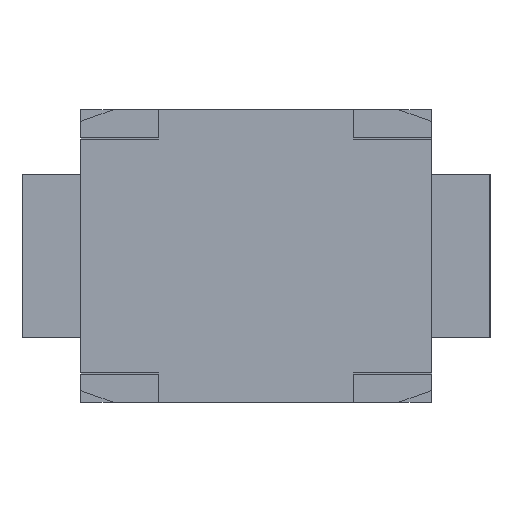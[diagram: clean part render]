
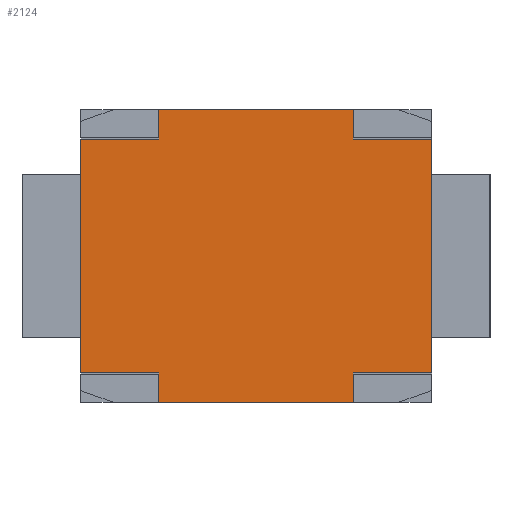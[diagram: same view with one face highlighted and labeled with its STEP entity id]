
A CAD part, front view. The second image highlights one B-rep face of the part: STEP entity #2124.
In plain terms, the highlighted planar face has unit normal (0, -1, 0).
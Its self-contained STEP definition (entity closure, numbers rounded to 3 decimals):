
#13 = LINE ( 'NONE', #711, #3766 ) ;
#39 = ORIENTED_EDGE ( 'NONE', *, *, #1979, .T. ) ;
#93 = LINE ( 'NONE', #3516, #348 ) ;
#100 = EDGE_CURVE ( 'NONE', #2216, #179, #3231, .T. ) ;
#113 = DIRECTION ( 'NONE',  ( 1., 0., 0. ) ) ;
#132 = CARTESIAN_POINT ( 'NONE',  ( 1.5, 0., 1. ) ) ;
#179 = VERTEX_POINT ( 'NONE', #2102 ) ;
#187 = PLANE ( 'NONE',  #2654 ) ;
#348 = VECTOR ( 'NONE', #491, 1000. ) ;
#351 = VECTOR ( 'NONE', #3266, 1000. ) ;
#491 = DIRECTION ( 'NONE',  ( 0., 0., 1. ) ) ;
#512 = CARTESIAN_POINT ( 'NONE',  ( -0.831, 0., 1. ) ) ;
#559 = EDGE_CURVE ( 'NONE', #3470, #1024, #722, .T. ) ;
#581 = LINE ( 'NONE', #1111, #3764 ) ;
#656 = VERTEX_POINT ( 'NONE', #1701 ) ;
#670 = DIRECTION ( 'NONE',  ( 0., 0., 1. ) ) ;
#706 = CARTESIAN_POINT ( 'NONE',  ( 0.831, 0., 1. ) ) ;
#711 = CARTESIAN_POINT ( 'NONE',  ( 1.5, 0., -1.25 ) ) ;
#722 = LINE ( 'NONE', #1912, #987 ) ;
#732 = EDGE_CURVE ( 'NONE', #3807, #3470, #581, .T. ) ;
#777 = DIRECTION ( 'NONE',  ( 0., 0., -1. ) ) ;
#819 = VERTEX_POINT ( 'NONE', #934 ) ;
#924 = DIRECTION ( 'NONE',  ( 0., -1., 0. ) ) ;
#934 = CARTESIAN_POINT ( 'NONE',  ( -1.5, 0., 1. ) ) ;
#987 = VECTOR ( 'NONE', #777, 1000. ) ;
#1005 = CARTESIAN_POINT ( 'NONE',  ( 0.831, 0., -1. ) ) ;
#1007 = CARTESIAN_POINT ( 'NONE',  ( 1.5, 0., -1. ) ) ;
#1024 = VERTEX_POINT ( 'NONE', #512 ) ;
#1084 = LINE ( 'NONE', #2212, #1672 ) ;
#1111 = CARTESIAN_POINT ( 'NONE',  ( 1.5, 0., 1.25 ) ) ;
#1116 = CARTESIAN_POINT ( 'NONE',  ( -0.831, 0., 1.25 ) ) ;
#1149 = EDGE_CURVE ( 'NONE', #1024, #819, #3783, .T. ) ;
#1160 = EDGE_CURVE ( 'NONE', #2805, #2216, #1635, .T. ) ;
#1235 = ORIENTED_EDGE ( 'NONE', *, *, #2539, .T. ) ;
#1341 = DIRECTION ( 'NONE',  ( 0., 0., 1. ) ) ;
#1477 = DIRECTION ( 'NONE',  ( -1., 0., 0. ) ) ;
#1529 = CARTESIAN_POINT ( 'NONE',  ( 1.5, 0., -1. ) ) ;
#1591 = DIRECTION ( 'NONE',  ( -1., 0., 0. ) ) ;
#1635 = LINE ( 'NONE', #1007, #1994 ) ;
#1639 = EDGE_CURVE ( 'NONE', #179, #656, #1084, .T. ) ;
#1672 = VECTOR ( 'NONE', #3742, 1000. ) ;
#1699 = CARTESIAN_POINT ( 'NONE',  ( -1.5, 0., -1.25 ) ) ;
#1701 = CARTESIAN_POINT ( 'NONE',  ( 0.831, 0., -1.25 ) ) ;
#1830 = VERTEX_POINT ( 'NONE', #1005 ) ;
#1849 = EDGE_CURVE ( 'NONE', #2254, #3066, #13, .T. ) ;
#1859 = CARTESIAN_POINT ( 'NONE',  ( 1.5, 0., 1. ) ) ;
#1912 = CARTESIAN_POINT ( 'NONE',  ( -0.831, 0., -1.25 ) ) ;
#1936 = VECTOR ( 'NONE', #3569, 1000. ) ;
#1938 = EDGE_CURVE ( 'NONE', #3378, #3807, #93, .T. ) ;
#1955 = CARTESIAN_POINT ( 'NONE',  ( 0.831, 0., -1.25 ) ) ;
#1979 = EDGE_CURVE ( 'NONE', #3066, #3378, #2896, .T. ) ;
#1982 = CARTESIAN_POINT ( 'NONE',  ( -0.831, 0., -1.25 ) ) ;
#1994 = VECTOR ( 'NONE', #113, 1000. ) ;
#2099 = LINE ( 'NONE', #2404, #351 ) ;
#2102 = CARTESIAN_POINT ( 'NONE',  ( -0.831, 0., -1.25 ) ) ;
#2108 = ORIENTED_EDGE ( 'NONE', *, *, #2110, .T. ) ;
#2110 = EDGE_CURVE ( 'NONE', #1830, #2254, #2099, .T. ) ;
#2124 = ADVANCED_FACE ( 'NONE', ( #2957 ), #187, .T. ) ;
#2194 = VECTOR ( 'NONE', #2616, 1000. ) ;
#2212 = CARTESIAN_POINT ( 'NONE',  ( 1.5, 0., -1.25 ) ) ;
#2216 = VERTEX_POINT ( 'NONE', #3426 ) ;
#2221 = ORIENTED_EDGE ( 'NONE', *, *, #1938, .T. ) ;
#2254 = VERTEX_POINT ( 'NONE', #1529 ) ;
#2330 = VECTOR ( 'NONE', #1341, 1000. ) ;
#2360 = ORIENTED_EDGE ( 'NONE', *, *, #559, .T. ) ;
#2404 = CARTESIAN_POINT ( 'NONE',  ( 1.5, 0., -1. ) ) ;
#2442 = VECTOR ( 'NONE', #3805, 1000. ) ;
#2486 = CARTESIAN_POINT ( 'NONE',  ( 1.5, 0., -1.25 ) ) ;
#2539 = EDGE_CURVE ( 'NONE', #656, #1830, #2548, .T. ) ;
#2548 = LINE ( 'NONE', #1955, #2330 ) ;
#2616 = DIRECTION ( 'NONE',  ( -1., 0., 0. ) ) ;
#2654 = AXIS2_PLACEMENT_3D ( 'NONE', #2486, #924, #3749 ) ;
#2676 = CARTESIAN_POINT ( 'NONE',  ( 0.831, 0., 1.25 ) ) ;
#2761 = CARTESIAN_POINT ( 'NONE',  ( -1.5, 0., -1. ) ) ;
#2775 = VECTOR ( 'NONE', #1591, 1000. ) ;
#2805 = VERTEX_POINT ( 'NONE', #2761 ) ;
#2896 = LINE ( 'NONE', #132, #2194 ) ;
#2957 = FACE_OUTER_BOUND ( 'NONE', #3203, .T. ) ;
#3057 = ORIENTED_EDGE ( 'NONE', *, *, #1149, .T. ) ;
#3066 = VERTEX_POINT ( 'NONE', #1859 ) ;
#3148 = CARTESIAN_POINT ( 'NONE',  ( 1.5, 0., 1. ) ) ;
#3203 = EDGE_LOOP ( 'NONE', ( #3932, #3626, #1235, #2108, #3505, #39, #2221, #3543, #2360, #3057, #3744, #3564 ) ) ;
#3231 = LINE ( 'NONE', #1982, #1936 ) ;
#3257 = LINE ( 'NONE', #1699, #2442 ) ;
#3266 = DIRECTION ( 'NONE',  ( 1., 0., 0. ) ) ;
#3378 = VERTEX_POINT ( 'NONE', #706 ) ;
#3426 = CARTESIAN_POINT ( 'NONE',  ( -0.831, 0., -1. ) ) ;
#3470 = VERTEX_POINT ( 'NONE', #1116 ) ;
#3505 = ORIENTED_EDGE ( 'NONE', *, *, #1849, .T. ) ;
#3516 = CARTESIAN_POINT ( 'NONE',  ( 0.831, 0., -1.25 ) ) ;
#3543 = ORIENTED_EDGE ( 'NONE', *, *, #732, .T. ) ;
#3564 = ORIENTED_EDGE ( 'NONE', *, *, #1160, .T. ) ;
#3569 = DIRECTION ( 'NONE',  ( 0., 0., -1. ) ) ;
#3626 = ORIENTED_EDGE ( 'NONE', *, *, #1639, .T. ) ;
#3742 = DIRECTION ( 'NONE',  ( 1., 0., 0. ) ) ;
#3744 = ORIENTED_EDGE ( 'NONE', *, *, #3750, .T. ) ;
#3749 = DIRECTION ( 'NONE',  ( 0., 0., -1. ) ) ;
#3750 = EDGE_CURVE ( 'NONE', #819, #2805, #3257, .T. ) ;
#3764 = VECTOR ( 'NONE', #1477, 1000. ) ;
#3766 = VECTOR ( 'NONE', #670, 1000. ) ;
#3783 = LINE ( 'NONE', #3148, #2775 ) ;
#3805 = DIRECTION ( 'NONE',  ( 0., 0., -1. ) ) ;
#3807 = VERTEX_POINT ( 'NONE', #2676 ) ;
#3932 = ORIENTED_EDGE ( 'NONE', *, *, #100, .T. ) ;
